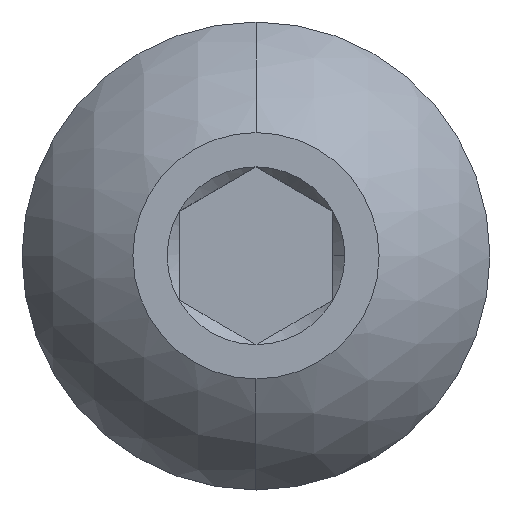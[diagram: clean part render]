
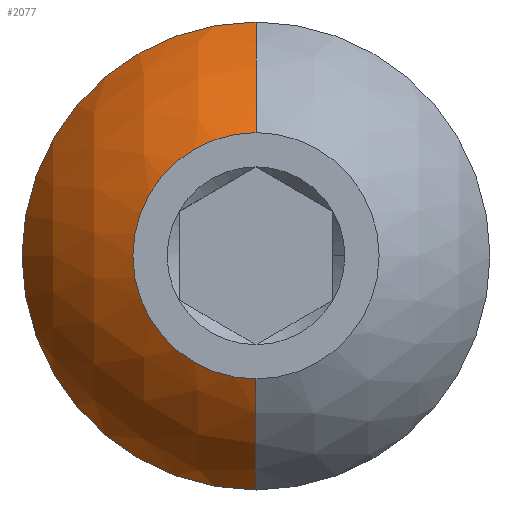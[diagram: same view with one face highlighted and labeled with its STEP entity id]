
A CAD part, top view. The second image highlights one B-rep face of the part: STEP entity #2077.
In plain terms, the highlighted spherical face has radius 4.229 mm.
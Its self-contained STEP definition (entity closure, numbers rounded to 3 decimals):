
#280 = EDGE_LOOP ( 'NONE', ( #3240, #2133, #3910, #5618 ) ) ;
#656 = EDGE_CURVE ( 'NONE', #3725, #3843, #4302, .T. ) ;
#1284 = AXIS2_PLACEMENT_3D ( 'NONE', #5239, #3028, #4780 ) ;
#1301 = CARTESIAN_POINT ( 'NONE',  ( 0., -2., 10.1 ) ) ;
#1385 = SPHERICAL_SURFACE ( 'NONE', #1953, 4.229 ) ;
#1627 = EDGE_CURVE ( 'NONE', #4822, #3725, #3064, .T. ) ;
#1657 = DIRECTION ( 'NONE',  ( 0., 1., 0. ) ) ;
#1744 = VERTEX_POINT ( 'NONE', #3576 ) ;
#1769 = DIRECTION ( 'NONE',  ( -1., 0., 0. ) ) ;
#1811 = CARTESIAN_POINT ( 'NONE',  ( 0., 0., 6.374 ) ) ;
#1922 = FACE_OUTER_BOUND ( 'NONE', #280, .T. ) ;
#1953 = AXIS2_PLACEMENT_3D ( 'NONE', #3870, #2964, #1657 ) ;
#2077 = ADVANCED_FACE ( 'NONE', ( #1922 ), #1385, .T. ) ;
#2133 = ORIENTED_EDGE ( 'NONE', *, *, #2197, .T. ) ;
#2187 = DIRECTION ( 'NONE',  ( 0., -1., 0. ) ) ;
#2197 = EDGE_CURVE ( 'NONE', #1744, #3843, #3693, .T. ) ;
#2513 = CARTESIAN_POINT ( 'NONE',  ( 0., 0., 8.23 ) ) ;
#2533 = DIRECTION ( 'NONE',  ( 0., -1., 0. ) ) ;
#2964 = DIRECTION ( 'NONE',  ( -1., 0., 0. ) ) ;
#3028 = DIRECTION ( 'NONE',  ( 1., 0., 0. ) ) ;
#3064 = CIRCLE ( 'NONE', #1284, 4.229 ) ;
#3240 = ORIENTED_EDGE ( 'NONE', *, *, #4935, .T. ) ;
#3576 = CARTESIAN_POINT ( 'NONE',  ( 0., -3.8, 8.23 ) ) ;
#3693 = CIRCLE ( 'NONE', #4163, 4.229 ) ;
#3725 = VERTEX_POINT ( 'NONE', #5279 ) ;
#3843 = VERTEX_POINT ( 'NONE', #1301 ) ;
#3870 = CARTESIAN_POINT ( 'NONE',  ( 0., 0., 6.374 ) ) ;
#3910 = ORIENTED_EDGE ( 'NONE', *, *, #656, .F. ) ;
#4163 = AXIS2_PLACEMENT_3D ( 'NONE', #1811, #1769, #2187 ) ;
#4180 = CARTESIAN_POINT ( 'NONE',  ( 0., 3.8, 8.23 ) ) ;
#4302 = CIRCLE ( 'NONE', #4394, 2. ) ;
#4394 = AXIS2_PLACEMENT_3D ( 'NONE', #5202, #4681, #5179 ) ;
#4460 = AXIS2_PLACEMENT_3D ( 'NONE', #2513, #5570, #2533 ) ;
#4681 = DIRECTION ( 'NONE',  ( 0., 0., 1. ) ) ;
#4780 = DIRECTION ( 'NONE',  ( 0., 0., -1. ) ) ;
#4822 = VERTEX_POINT ( 'NONE', #4180 ) ;
#4935 = EDGE_CURVE ( 'NONE', #4822, #1744, #5109, .T. ) ;
#5109 = CIRCLE ( 'NONE', #4460, 3.8 ) ;
#5179 = DIRECTION ( 'NONE',  ( 0., -1., 0. ) ) ;
#5202 = CARTESIAN_POINT ( 'NONE',  ( 0., 0., 10.1 ) ) ;
#5239 = CARTESIAN_POINT ( 'NONE',  ( 0., 0., 6.374 ) ) ;
#5279 = CARTESIAN_POINT ( 'NONE',  ( 0., 2., 10.1 ) ) ;
#5570 = DIRECTION ( 'NONE',  ( 0., 0., 1. ) ) ;
#5618 = ORIENTED_EDGE ( 'NONE', *, *, #1627, .F. ) ;
